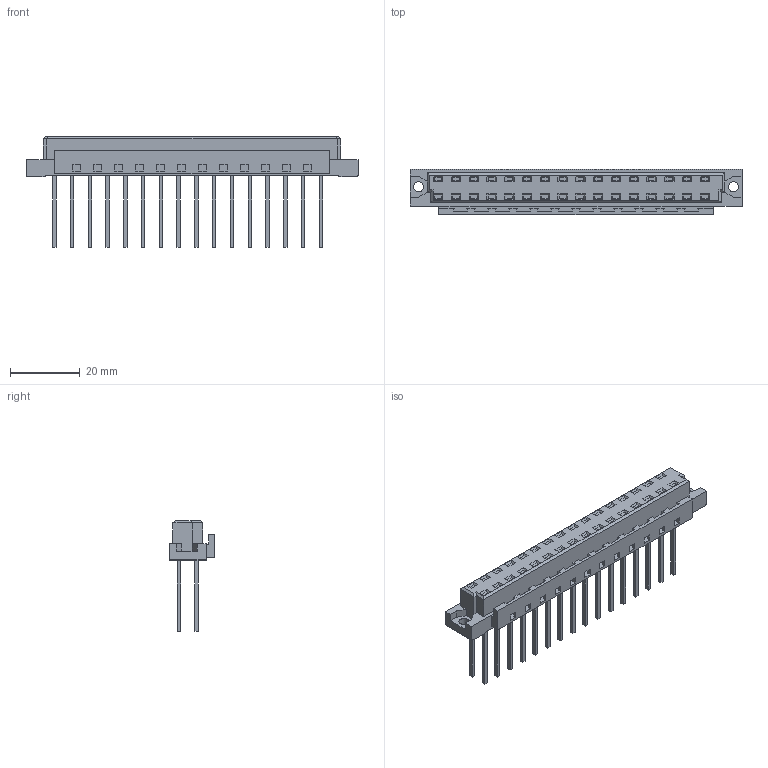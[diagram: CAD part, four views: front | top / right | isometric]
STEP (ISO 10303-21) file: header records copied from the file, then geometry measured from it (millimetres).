
FILE_DESCRIPTION(/* description */ (''),/* implementation_level */ '2;1');
FILE_NAME(/* name */ '100102176ugm000_b.stp',/* time_stamp */ '2016-07-01T13:30:53+02:00',/* author */ (''),/* organization */ (''),/* preprocessor_version */ 'ST-DEVELOPER v16',/* originating_system */ 'SIEMENS PLM Software NX 10.0',/* authorisation */ '');
FILE_SCHEMA (('AUTOMOTIVE_DESIGN { 1 0 10303 214 3 1 1 1 }'));
Length unit declared in the file: millimetre
Products named in the file (1): 100102176ugm000_b
Bounding box: 94.9 x 12.9 x 31.65 mm (x, y, z)
Volume: 10521.7 mm3; surface area: 8176.2 mm2
Topology: 1 solids, 1 shells, 527 faces, 1406 edges, 935 vertices
Faces by surface type: plane 525, cylinder 2
Full cylindrical faces by diameter (mm): 2.87 x2
Entity records: 18703 total; most frequent: CARTESIAN_POINT 2867, ORIENTED_EDGE 2808, DIRECTION 2464, EDGE_CURVE 1404, LINE 1400, VECTOR 1400, VERTEX_POINT 934, EDGE_LOOP 610
